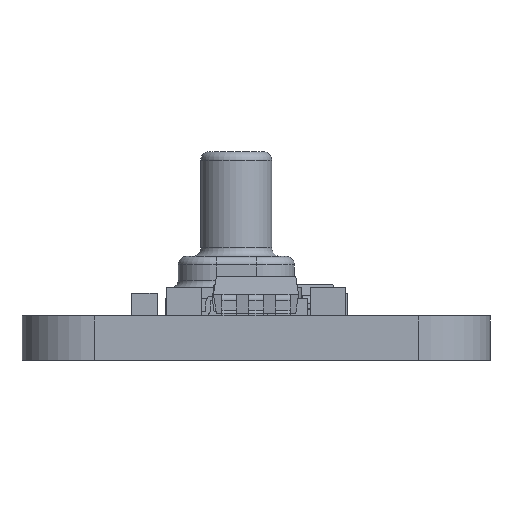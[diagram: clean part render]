
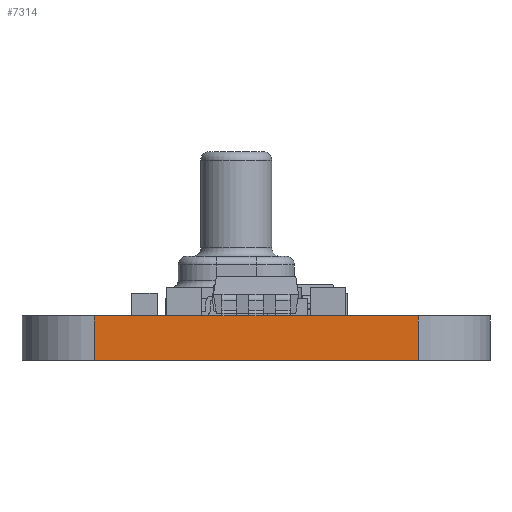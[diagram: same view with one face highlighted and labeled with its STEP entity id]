
A CAD part, left-side view. The second image highlights one B-rep face of the part: STEP entity #7314.
In plain terms, the highlighted planar face has unit normal (-1, 0, 0).
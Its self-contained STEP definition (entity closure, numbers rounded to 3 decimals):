
#144=PLANE('',#7857);
#447=FACE_OUTER_BOUND('',#838,.T.);
#838=EDGE_LOOP('',(#4896,#4897,#4898,#4899));
#1282=LINE('',#10640,#2096);
#1283=LINE('',#10643,#2097);
#1284=LINE('',#10645,#2098);
#1285=LINE('',#10646,#2099);
#2096=VECTOR('',#8595,10.);
#2097=VECTOR('',#8598,10.);
#2098=VECTOR('',#8599,10.);
#2099=VECTOR('',#8600,10.);
#3152=VERTEX_POINT('',#10636);
#3153=VERTEX_POINT('',#10638);
#3154=VERTEX_POINT('',#10642);
#3155=VERTEX_POINT('',#10644);
#3838=EDGE_CURVE('',#3152,#3153,#1282,.T.);
#3839=EDGE_CURVE('',#3152,#3154,#1283,.T.);
#3840=EDGE_CURVE('',#3155,#3153,#1284,.T.);
#3841=EDGE_CURVE('',#3154,#3155,#1285,.T.);
#4896=ORIENTED_EDGE('',*,*,#3839,.F.);
#4897=ORIENTED_EDGE('',*,*,#3838,.T.);
#4898=ORIENTED_EDGE('',*,*,#3840,.F.);
#4899=ORIENTED_EDGE('',*,*,#3841,.F.);
#7314=ADVANCED_FACE('',(#447),#144,.T.);
#7857=AXIS2_PLACEMENT_3D('',#10641,#8596,#8597);
#8595=DIRECTION('',(0.,0.,1.));
#8596=DIRECTION('center_axis',(-1.,0.,0.));
#8597=DIRECTION('ref_axis',(0.,-1.,0.));
#8598=DIRECTION('',(0.,1.,0.));
#8599=DIRECTION('',(0.,-1.,0.));
#8600=DIRECTION('',(0.,0.,1.));
#10636=CARTESIAN_POINT('',(0.,2.54,0.));
#10638=CARTESIAN_POINT('',(0.,2.54,1.57));
#10640=CARTESIAN_POINT('',(0.,2.54,0.));
#10641=CARTESIAN_POINT('Origin',(0.,13.97,0.));
#10642=CARTESIAN_POINT('',(0.,13.97,0.));
#10643=CARTESIAN_POINT('',(0.,2.54,0.));
#10644=CARTESIAN_POINT('',(0.,13.97,1.57));
#10645=CARTESIAN_POINT('',(0.,2.54,1.57));
#10646=CARTESIAN_POINT('',(0.,13.97,0.));
